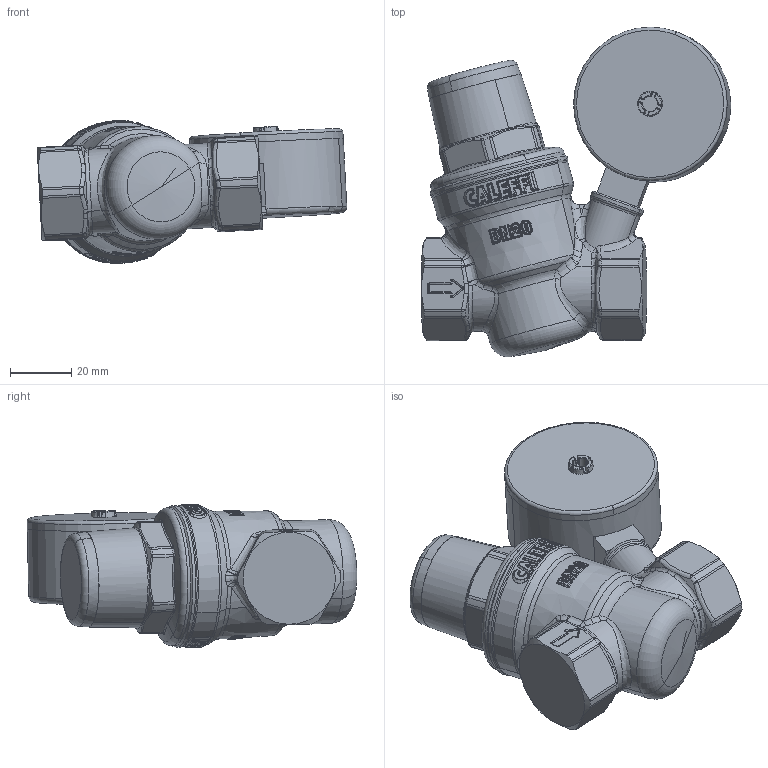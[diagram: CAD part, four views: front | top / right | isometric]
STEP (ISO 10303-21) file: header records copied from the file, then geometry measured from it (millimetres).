
FILE_DESCRIPTION(('CATIA V5 STEP Exchange'),'2;1');
FILE_NAME('STEP_533251H_-_TST.stp','2017-07-06T13:52:10+00:00',('none'),('none'),'CATIA Version 5-6 Release 2014 SP5','CATIA V5 STEP AP203','none');
FILE_SCHEMA(('CONFIG_CONTROL_DESIGN'));
Products named in the file (1): 533251H - TST
Bounding box: 100.85 x 107.36 x 46.62 mm (x, y, z)
Volume: 149569.5 mm3; surface area: 36407.1 mm2
Topology: 3 solids, 3 shells, 2177 faces, 5118 edges, 2803 vertices
Faces by surface type: bspline 1074, plane 446, cylinder 273, sphere 208, torus 90, cone 74, revolution 12
Entity records: 115377 total; most frequent: CARTESIAN_POINT 77451, ORIENTED_EDGE 9796, EDGE_CURVE 4898, DIRECTION 3845, B_SPLINE_CURVE_WITH_KNOTS 2855, VERTEX_POINT 2803, EDGE_LOOP 2257, ADVANCED_FACE 2177
